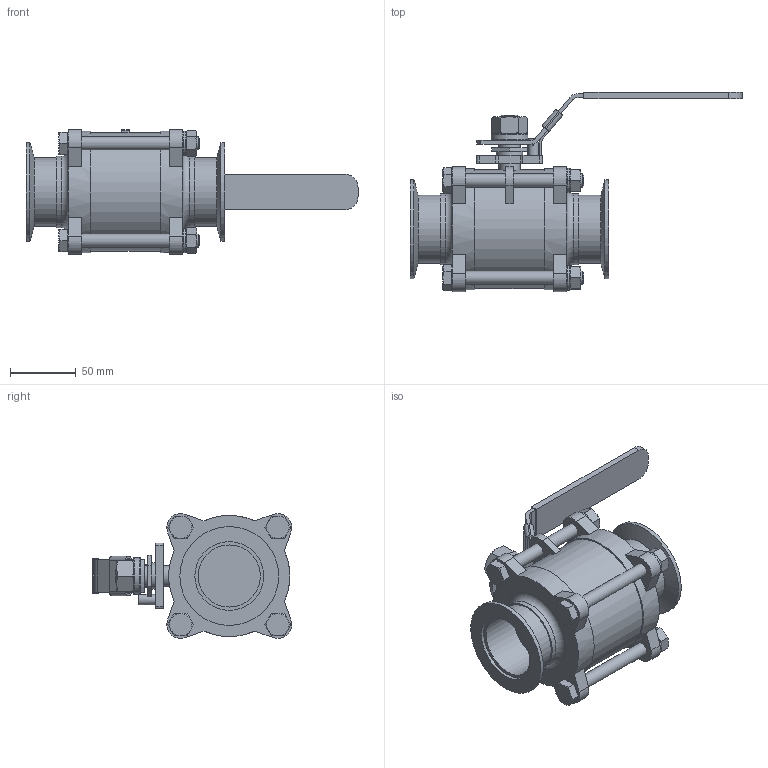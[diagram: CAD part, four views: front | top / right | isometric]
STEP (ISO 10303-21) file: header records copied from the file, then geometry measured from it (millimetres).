
FILE_DESCRIPTION (( 'STEP AP214' ), '1' );
FILE_NAME ('FULLVAC VQ1KF50.STEP', '2019-03-26T11:19:33', ( '' ), ( '' ), 'SwSTEP 2.0', 'SolidWorks 2017', '' );
FILE_SCHEMA (( 'AUTOMOTIVE_DESIGN' ));
Length unit declared in the file: millimetre
Products named in the file (1): FULLVAC VQ1KF50
Bounding box: 252 x 151.41 x 94.82 mm (x, y, z)
Volume: 740463.6 mm3; surface area: 123666.7 mm2
Topology: 14 solids, 14 shells, 488 faces, 1160 edges, 730 vertices
Faces by surface type: plane 268, cone 100, cylinder 84, torus 22, bspline 14
Full cylindrical faces by diameter (mm): 5 x4, 8 x1, 8.2 x4, 9 x1, 10 x4, 14 x1, 16 x2, 17 x4, 20 x1, 47.2 x2, 51.8 x2, 52.2 x2, 54 x2, 75 x2, 90 x1, 92 x2
Entity records: 15579 total; most frequent: CARTESIAN_POINT 4692, ORIENTED_EDGE 2184, DIRECTION 2123, EDGE_CURVE 1092, AXIS2_PLACEMENT_3D 801, VERTEX_POINT 713, EDGE_LOOP 589, FACE_OUTER_BOUND 525
